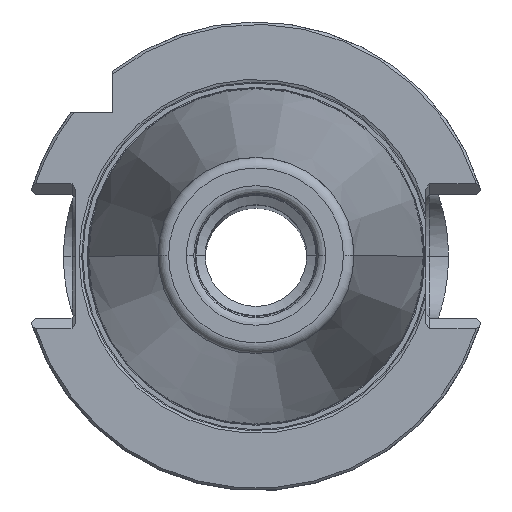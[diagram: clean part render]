
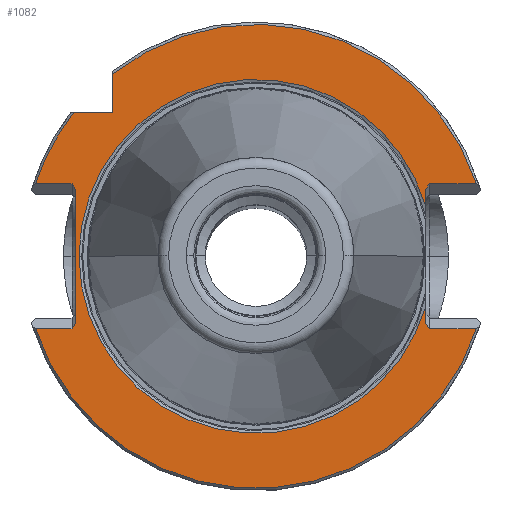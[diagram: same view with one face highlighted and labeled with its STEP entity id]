
A CAD part, top view. The second image highlights one B-rep face of the part: STEP entity #1082.
In plain terms, the highlighted planar face has unit normal (0, 0, 1).
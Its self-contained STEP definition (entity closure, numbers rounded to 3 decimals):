
#1022=EDGE_CURVE('NONE',#2326,#2534,#2918,.T.);
#1082=ADVANCED_FACE('NONE',(#2981),#2982,.F.);
#1124=EDGE_CURVE('NONE',#2416,#2070,#3028,.T.);
#1134=EDGE_CURVE('NONE',#2628,#1282,#3038,.T.);
#1256=VERTEX_POINT('NONE',#3175);
#1272=VERTEX_POINT('NONE',#3191);
#1282=VERTEX_POINT('NONE',#3204);
#1328=VERTEX_POINT('NONE',#3254);
#1392=VERTEX_POINT('NONE',#3327);
#1406=VERTEX_POINT('NONE',#3342);
#1408=VERTEX_POINT('NONE',#3344);
#1556=VERTEX_POINT('NONE',#3508);
#1564=VERTEX_POINT('NONE',#3516);
#1568=VERTEX_POINT('NONE',#3520);
#1572=EDGE_CURVE('NONE',#1272,#1328,#3524,.T.);
#1614=EDGE_CURVE('NONE',#2326,#1556,#3568,.T.);
#1800=EDGE_CURVE('NONE',#1256,#1272,#3768,.T.);
#1988=EDGE_CURVE('NONE',#1568,#1556,#3978,.T.);
#1992=EDGE_CURVE('NONE',#2262,#2194,#3982,.T.);
#2042=VERTEX_POINT('NONE',#4038);
#2064=EDGE_CURVE('NONE',#1392,#1406,#4061,.T.);
#2070=VERTEX_POINT('NONE',#4068);
#2144=EDGE_CURVE('NONE',#1564,#1282,#4151,.T.);
#2152=EDGE_CURVE('NONE',#1564,#2042,#4159,.T.);
#2194=VERTEX_POINT('NONE',#4204);
#2214=EDGE_CURVE('NONE',#1256,#1392,#4226,.T.);
#2222=EDGE_CURVE('NONE',#1408,#1406,#4235,.T.);
#2262=VERTEX_POINT('NONE',#4280);
#2326=VERTEX_POINT('NONE',#4352);
#2404=EDGE_CURVE('NONE',#2534,#1408,#4437,.T.);
#2406=EDGE_CURVE('NONE',#1328,#2070,#4439,.T.);
#2416=VERTEX_POINT('NONE',#4451);
#2468=EDGE_CURVE('NONE',#2262,#1568,#4508,.T.);
#2506=EDGE_CURVE('NONE',#2628,#2416,#4551,.T.);
#2534=VERTEX_POINT('NONE',#4580);
#2602=EDGE_CURVE('NONE',#2194,#2042,#4656,.T.);
#2628=VERTEX_POINT('NONE',#4686);
#2918=LINE('',#5035,#5036);
#2981=FACE_OUTER_BOUND('',#5135,.T.);
#2982=PLANE('',#5136);
#3028=CIRCLE('',#5204,48.225);
#3038=LINE('',#5219,#5220);
#3175=CARTESIAN_POINT('',(35.3,-10.348,-1.5));
#3191=CARTESIAN_POINT('',(35.3,-13.989,-1.5));
#3204=CARTESIAN_POINT('',(-37.5,-13.989,-1.5));
#3254=CARTESIAN_POINT('',(36.05,-15.05,-1.5));
#3327=CARTESIAN_POINT('',(-36.786,0.0,-1.5));
#3342=CARTESIAN_POINT('',(35.3,10.348,-1.5));
#3344=CARTESIAN_POINT('',(35.3,13.989,-1.5));
#3508=CARTESIAN_POINT('',(-29.85,37.876,-1.5));
#3516=CARTESIAN_POINT('',(-37.5,13.989,-1.5));
#3520=CARTESIAN_POINT('',(-29.85,29.85,-1.5));
#3524=LINE('',#6017,#6018);
#3568=CIRCLE('',#6078,48.225);
#3768=LINE('',#6413,#6414);
#3978=LINE('',#6759,#6760);
#3982=CIRCLE('',#6767,48.225);
#4038=CARTESIAN_POINT('',(-38.25,15.05,-1.5));
#4061=CIRCLE('',#6888,36.786);
#4068=CARTESIAN_POINT('',(45.816,-15.05,-1.5));
#4151=LINE('',#7007,#7008);
#4159=LINE('',#7019,#7020);
#4204=CARTESIAN_POINT('',(-45.816,15.05,-1.5));
#4226=CIRCLE('',#7127,36.786);
#4235=LINE('',#7141,#7142);
#4280=CARTESIAN_POINT('',(-37.876,29.85,-1.5));
#4352=CARTESIAN_POINT('',(45.816,15.05,-1.5));
#4437=LINE('',#7560,#7561);
#4439=LINE('',#7564,#7565);
#4451=CARTESIAN_POINT('',(-45.816,-15.05,-1.5));
#4508=LINE('',#7666,#7667);
#4551=LINE('',#7743,#7744);
#4580=CARTESIAN_POINT('',(36.05,15.05,-1.5));
#4656=LINE('',#7917,#7918);
#4686=CARTESIAN_POINT('',(-38.25,-15.05,-1.5));
#5035=CARTESIAN_POINT('',(62.5,15.05,-1.5));
#5036=VECTOR('',#8347,1000.0);
#5135=EDGE_LOOP('',(#8412,#8413,#8414,#8415,#8416,#8417,#8418,#8419,#8420,#8421,#8422,#8423,#8424,#8425,#8426,#8427,#8428,#8429));
#5136=AXIS2_PLACEMENT_3D('',#8430,#8431,#8432);
#5204=AXIS2_PLACEMENT_3D('',#8489,#8490,#8491);
#5219=CARTESIAN_POINT('',(-29.995,-3.376,-1.5));
#5220=VECTOR('',#8494,1000.0);
#6017=CARTESIAN_POINT('',(35.013,-13.583,-1.5));
#6018=VECTOR('',#9039,1000.0);
#6078=AXIS2_PLACEMENT_3D('',#9077,#9078,#9079);
#6413=CARTESIAN_POINT('',(35.3,0.0,-1.5));
#6414=VECTOR('',#9297,1000.0);
#6759=CARTESIAN_POINT('',(-29.85,29.85,-1.5));
#6760=VECTOR('',#9533,1000.0);
#6767=AXIS2_PLACEMENT_3D('',#9535,#9536,#9537);
#6888=AXIS2_PLACEMENT_3D('',#9623,#9624,#9625);
#7007=CARTESIAN_POINT('',(-37.5,0.0,-1.5));
#7008=VECTOR('',#9734,1000.0);
#7019=CARTESIAN_POINT('',(-29.995,3.376,-1.5));
#7020=VECTOR('',#9736,1000.0);
#7127=AXIS2_PLACEMENT_3D('',#9795,#9796,#9797);
#7141=CARTESIAN_POINT('',(35.3,0.0,-1.5));
#7142=VECTOR('',#9806,1000.0);
#7560=CARTESIAN_POINT('',(35.013,13.583,-1.5));
#7561=VECTOR('',#10035,1000.0);
#7564=CARTESIAN_POINT('',(62.5,-15.05,-1.5));
#7565=VECTOR('',#10036,1000.0);
#7666=CARTESIAN_POINT('',(-52.85,29.85,-1.5));
#7667=VECTOR('',#10137,1000.0);
#7743=CARTESIAN_POINT('',(-63.9,-15.05,-1.5));
#7744=VECTOR('',#10193,1000.0);
#7917=CARTESIAN_POINT('',(-63.9,15.05,-1.5));
#7918=VECTOR('',#10314,1000.0);
#8347=DIRECTION('',(-1.0,0.0,0.0));
#8412=ORIENTED_EDGE('',*,*,#1022,.F.);
#8413=ORIENTED_EDGE('',*,*,#1614,.T.);
#8414=ORIENTED_EDGE('',*,*,#1988,.F.);
#8415=ORIENTED_EDGE('',*,*,#2468,.F.);
#8416=ORIENTED_EDGE('',*,*,#1992,.T.);
#8417=ORIENTED_EDGE('',*,*,#2602,.T.);
#8418=ORIENTED_EDGE('',*,*,#2152,.F.);
#8419=ORIENTED_EDGE('',*,*,#2144,.T.);
#8420=ORIENTED_EDGE('',*,*,#1134,.F.);
#8421=ORIENTED_EDGE('',*,*,#2506,.T.);
#8422=ORIENTED_EDGE('',*,*,#1124,.T.);
#8423=ORIENTED_EDGE('',*,*,#2406,.F.);
#8424=ORIENTED_EDGE('',*,*,#1572,.F.);
#8425=ORIENTED_EDGE('',*,*,#1800,.F.);
#8426=ORIENTED_EDGE('',*,*,#2214,.T.);
#8427=ORIENTED_EDGE('',*,*,#2064,.T.);
#8428=ORIENTED_EDGE('',*,*,#2222,.F.);
#8429=ORIENTED_EDGE('',*,*,#2404,.F.);
#8430=CARTESIAN_POINT('',(0.0,-50.0,-1.5));
#8431=DIRECTION('',(0.0,0.0,-1.0));
#8432=DIRECTION('',(0.0,-1.0,0.0));
#8489=CARTESIAN_POINT('',(0.0,0.0,-1.5));
#8490=DIRECTION('',(0.0,-0.0,1.0));
#8491=DIRECTION('',(1.0,0.0,0.0));
#8494=DIRECTION('',(0.577,0.816,0.0));
#9039=DIRECTION('',(0.577,-0.816,0.0));
#9077=CARTESIAN_POINT('',(0.0,0.0,-1.5));
#9078=DIRECTION('',(0.0,-0.0,1.0));
#9079=DIRECTION('',(1.0,0.0,0.0));
#9297=DIRECTION('',(0.0,-1.0,0.0));
#9533=DIRECTION('',(0.,1.0,-0.0));
#9535=CARTESIAN_POINT('',(0.0,0.0,-1.5));
#9536=DIRECTION('',(0.0,-0.0,1.0));
#9537=DIRECTION('',(1.0,0.0,0.0));
#9623=CARTESIAN_POINT('',(0.0,0.0,-1.5));
#9624=DIRECTION('',(0.0,0.0,-1.0));
#9625=DIRECTION('',(1.0,0.0,0.0));
#9734=DIRECTION('',(0.0,-1.0,0.0));
#9736=DIRECTION('',(-0.577,0.816,0.0));
#9795=CARTESIAN_POINT('',(0.0,0.0,-1.5));
#9796=DIRECTION('',(0.0,0.0,-1.0));
#9797=DIRECTION('',(1.0,0.0,0.0));
#9806=DIRECTION('',(0.0,-1.0,0.0));
#10035=DIRECTION('',(-0.577,-0.816,0.0));
#10036=DIRECTION('',(1.0,0.0,0.0));
#10137=DIRECTION('',(1.0,0.,0.0));
#10193=DIRECTION('',(-1.0,0.0,0.0));
#10314=DIRECTION('',(1.0,0.0,0.0));
